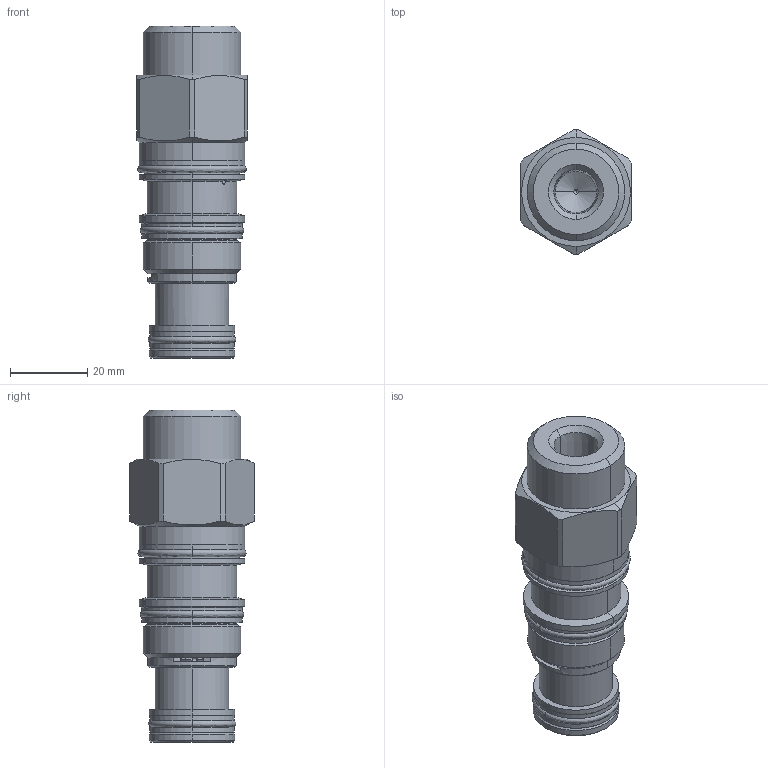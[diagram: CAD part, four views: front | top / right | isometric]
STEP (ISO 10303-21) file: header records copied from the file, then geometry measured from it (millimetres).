
FILE_DESCRIPTION((''),'2;1');
FILE_NAME('PPFC-ABN_PRT','2011-11-27T',('Administrator'),(''),'PRO/ENGINEER BY PARAMETRIC TECHNOLOGY CORPORATION, 2006240','PRO/ENGINEER BY PARAMETRIC TECHNOLOGY CORPORATION, 2006240','');
FILE_SCHEMA(('CONFIG_CONTROL_DESIGN'));
Length unit declared in the file: inch
Products named in the file (1): PPFC-ABN_PRT
Bounding box: 28.57 x 32.21 x 85.99 mm (x, y, z)
Volume: 39340 mm3; surface area: 15971.6 mm2
Topology: 7 solids, 7 shells, 199 faces, 442 edges, 266 vertices
Faces by surface type: cylinder 78, cone 46, plane 36, torus 27, revolution 12
Entity records: 6520 total; most frequent: CARTESIAN_POINT 1979, DIRECTION 1022, ORIENTED_EDGE 876, AXIS2_PLACEMENT_3D 439, EDGE_CURVE 438, VERTEX_POINT 266, CIRCLE 252, EDGE_LOOP 224
